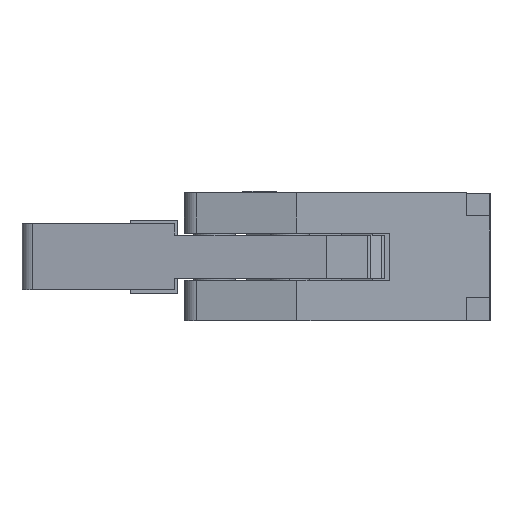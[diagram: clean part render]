
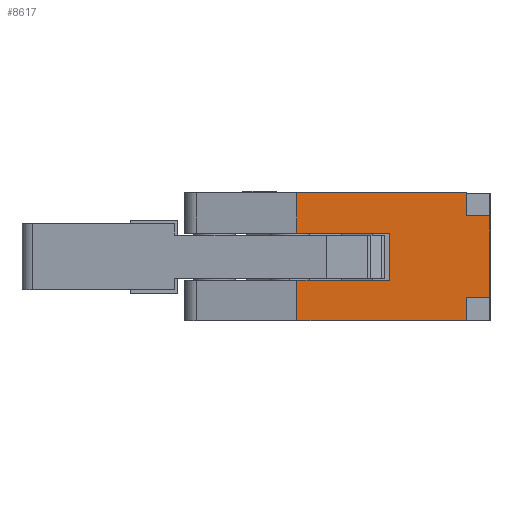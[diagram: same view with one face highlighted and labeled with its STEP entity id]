
A CAD part, left-side view. The second image highlights one B-rep face of the part: STEP entity #8617.
In plain terms, the highlighted planar face has unit normal (-1, 0, 0).
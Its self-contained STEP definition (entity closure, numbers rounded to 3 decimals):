
#7651=CARTESIAN_POINT('',(-5.2,1.5,-8.4));
#7652=VERTEX_POINT('',#7651);
#7659=CARTESIAN_POINT('',(-5.2,12.5,-8.4));
#7660=VERTEX_POINT('',#7659);
#7661=CARTESIAN_POINT('',(-5.2,1.5,-8.4));
#7662=DIRECTION('',(0.,1.,0.));
#7663=VECTOR('',#7662,11.);
#7664=LINE('',#7661,#7663);
#7665=EDGE_CURVE('',#7652,#7660,#7664,.T.);
#7944=CARTESIAN_POINT('',(-5.2,12.5,-0.1));
#7945=VERTEX_POINT('',#7944);
#7952=CARTESIAN_POINT('',(-5.2,1.5,-0.1));
#7953=VERTEX_POINT('',#7952);
#7954=CARTESIAN_POINT('',(-5.2,12.5,-0.1));
#7955=DIRECTION('',(0.,-1.,0.));
#7956=VECTOR('',#7955,11.);
#7957=LINE('',#7954,#7956);
#7958=EDGE_CURVE('',#7945,#7953,#7957,.T.);
#8520=CARTESIAN_POINT('',(-5.2,12.5,-2.725));
#8521=VERTEX_POINT('',#8520);
#8528=CARTESIAN_POINT('',(-5.2,12.5,-2.725));
#8529=DIRECTION('',(0.,0.,1.));
#8530=VECTOR('',#8529,2.625);
#8531=LINE('',#8528,#8530);
#8532=EDGE_CURVE('',#8521,#7945,#8531,.T.);
#8539=CARTESIAN_POINT('',(-5.2,19.8,-8.4));
#8540=DIRECTION('',(0.,0.,1.));
#8541=DIRECTION('',(-1.,0.,0.));
#8542=AXIS2_PLACEMENT_3D('',#8539,#8541,#8540);
#8543=PLANE('',#8542);
#8544=CARTESIAN_POINT('',(-5.2,1.5,-6.9));
#8545=VERTEX_POINT('',#8544);
#8546=CARTESIAN_POINT('',(-5.2,1.5,-8.4));
#8547=DIRECTION('',(0.,0.,1.));
#8548=VECTOR('',#8547,1.5);
#8549=LINE('',#8546,#8548);
#8550=EDGE_CURVE('',#7652,#8545,#8549,.T.);
#8551=ORIENTED_EDGE('',*,*,#8550,.T.);
#8552=CARTESIAN_POINT('',(-5.2,0.,-6.9));
#8553=VERTEX_POINT('',#8552);
#8554=CARTESIAN_POINT('',(-5.2,1.5,-6.9));
#8555=DIRECTION('',(0.,-1.,0.));
#8556=VECTOR('',#8555,1.5);
#8557=LINE('',#8554,#8556);
#8558=EDGE_CURVE('',#8545,#8553,#8557,.T.);
#8559=ORIENTED_EDGE('',*,*,#8558,.T.);
#8560=CARTESIAN_POINT('',(-5.2,0.,-1.6));
#8561=VERTEX_POINT('',#8560);
#8562=CARTESIAN_POINT('',(-5.2,0.,-6.9));
#8563=DIRECTION('',(0.,0.,1.));
#8564=VECTOR('',#8563,5.3);
#8565=LINE('',#8562,#8564);
#8566=EDGE_CURVE('',#8553,#8561,#8565,.T.);
#8567=ORIENTED_EDGE('',*,*,#8566,.T.);
#8568=CARTESIAN_POINT('',(-5.2,1.5,-1.6));
#8569=VERTEX_POINT('',#8568);
#8570=CARTESIAN_POINT('',(-5.2,0.,-1.6));
#8571=DIRECTION('',(0.,1.,0.));
#8572=VECTOR('',#8571,1.5);
#8573=LINE('',#8570,#8572);
#8574=EDGE_CURVE('',#8561,#8569,#8573,.T.);
#8575=ORIENTED_EDGE('',*,*,#8574,.T.);
#8576=CARTESIAN_POINT('',(-5.2,1.5,-1.6));
#8577=DIRECTION('',(0.,0.,1.));
#8578=VECTOR('',#8577,1.5);
#8579=LINE('',#8576,#8578);
#8580=EDGE_CURVE('',#8569,#7953,#8579,.T.);
#8581=ORIENTED_EDGE('',*,*,#8580,.T.);
#8582=ORIENTED_EDGE('',*,*,#7958,.F.);
#8583=ORIENTED_EDGE('',*,*,#8532,.F.);
#8584=CARTESIAN_POINT('',(-5.2,6.5,-2.725));
#8585=VERTEX_POINT('',#8584);
#8586=CARTESIAN_POINT('',(-5.2,12.5,-2.725));
#8587=DIRECTION('',(0.,-1.,0.));
#8588=VECTOR('',#8587,6.);
#8589=LINE('',#8586,#8588);
#8590=EDGE_CURVE('',#8521,#8585,#8589,.T.);
#8591=ORIENTED_EDGE('',*,*,#8590,.T.);
#8592=CARTESIAN_POINT('',(-5.2,6.5,-5.775));
#8593=VERTEX_POINT('',#8592);
#8594=CARTESIAN_POINT('',(-5.2,6.5,-2.725));
#8595=DIRECTION('',(0.,0.,-1.));
#8596=VECTOR('',#8595,3.05);
#8597=LINE('',#8594,#8596);
#8598=EDGE_CURVE('',#8585,#8593,#8597,.T.);
#8599=ORIENTED_EDGE('',*,*,#8598,.T.);
#8600=CARTESIAN_POINT('',(-5.2,12.5,-5.775));
#8601=VERTEX_POINT('',#8600);
#8602=CARTESIAN_POINT('',(-5.2,6.5,-5.775));
#8603=DIRECTION('',(0.,1.,0.));
#8604=VECTOR('',#8603,6.);
#8605=LINE('',#8602,#8604);
#8606=EDGE_CURVE('',#8593,#8601,#8605,.T.);
#8607=ORIENTED_EDGE('',*,*,#8606,.T.);
#8608=CARTESIAN_POINT('',(-5.2,12.5,-5.775));
#8609=DIRECTION('',(0.,0.,-1.));
#8610=VECTOR('',#8609,2.625);
#8611=LINE('',#8608,#8610);
#8612=EDGE_CURVE('',#8601,#7660,#8611,.T.);
#8613=ORIENTED_EDGE('',*,*,#8612,.T.);
#8614=ORIENTED_EDGE('',*,*,#7665,.F.);
#8615=EDGE_LOOP('',(#8551,#8559,#8567,#8575,#8581,#8582,#8583,#8591,#8599,#8607,#8613,#8614));
#8616=FACE_OUTER_BOUND('',#8615,.T.);
#8617=ADVANCED_FACE('',(#8616),#8543,.T.);
